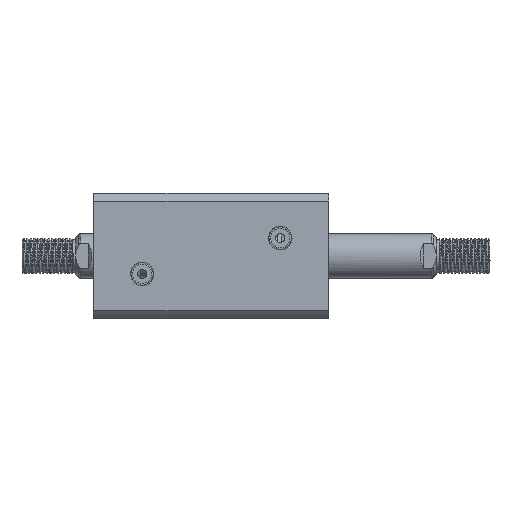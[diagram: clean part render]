
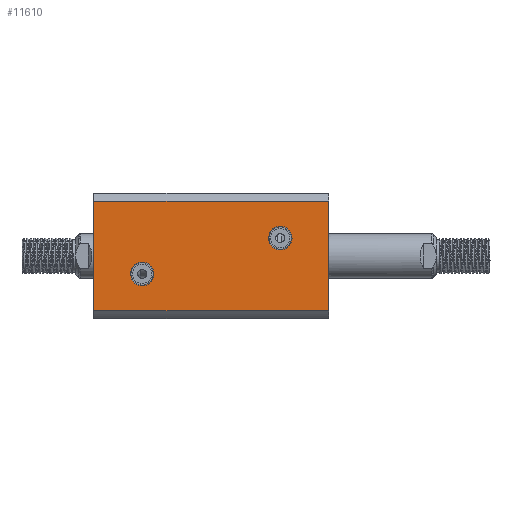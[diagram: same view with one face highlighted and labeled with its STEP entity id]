
A CAD part, left-side view. The second image highlights one B-rep face of the part: STEP entity #11610.
In plain terms, the highlighted planar face has unit normal (-1, 0, 0).
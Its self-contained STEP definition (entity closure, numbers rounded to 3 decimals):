
#650 = CARTESIAN_POINT ( 'NONE',  ( -35., 10., 104. ) ) ;
#1484 = ORIENTED_EDGE ( 'NONE', *, *, #11981, .F. ) ;
#1848 = EDGE_CURVE ( 'NONE', #6500, #10311, #6724, .T. ) ;
#1918 = DIRECTION ( 'NONE',  ( 0., 0., 1. ) ) ;
#1935 = CARTESIAN_POINT ( 'NONE',  ( -35., 10., 104. ) ) ;
#2062 = DIRECTION ( 'NONE',  ( 1., 0., 0. ) ) ;
#2078 = DIRECTION ( 'NONE',  ( -1., 0., 0. ) ) ;
#2625 = LINE ( 'NONE', #14697, #12265 ) ;
#2810 = CARTESIAN_POINT ( 'NONE',  ( -35., 10., 110.603 ) ) ;
#2871 = VECTOR ( 'NONE', #10486, 1000. ) ;
#3196 = DIRECTION ( 'NONE',  ( 0., 0., 1. ) ) ;
#3258 = CARTESIAN_POINT ( 'NONE',  ( -35., 35., 131. ) ) ;
#3262 = CARTESIAN_POINT ( 'NONE',  ( -35., -10., 33.603 ) ) ;
#3590 = AXIS2_PLACEMENT_3D ( 'NONE', #1935, #10722, #3196 ) ;
#3645 = CIRCLE ( 'NONE', #4621, 6.603 ) ;
#3688 = CARTESIAN_POINT ( 'NONE',  ( -35., 10., 97.397 ) ) ;
#3812 = EDGE_LOOP ( 'NONE', ( #12393, #12871 ) ) ;
#3840 = ORIENTED_EDGE ( 'NONE', *, *, #6903, .F. ) ;
#3981 = CIRCLE ( 'NONE', #3590, 6.603 ) ;
#4117 = EDGE_CURVE ( 'NONE', #5722, #15388, #6559, .T. ) ;
#4150 = ORIENTED_EDGE ( 'NONE', *, *, #8525, .F. ) ;
#4262 = VERTEX_POINT ( 'NONE', #14317 ) ;
#4460 = LINE ( 'NONE', #15271, #11111 ) ;
#4517 = CARTESIAN_POINT ( 'NONE',  ( -35., -10., 27. ) ) ;
#4533 = DIRECTION ( 'NONE',  ( 0., -1., 0. ) ) ;
#4621 = AXIS2_PLACEMENT_3D ( 'NONE', #9621, #2078, #10872 ) ;
#4682 = CARTESIAN_POINT ( 'NONE',  ( -35., -10., 20.397 ) ) ;
#5382 = CARTESIAN_POINT ( 'NONE',  ( -35., 30.615, -169. ) ) ;
#5722 = VERTEX_POINT ( 'NONE', #2810 ) ;
#5773 = DIRECTION ( 'NONE',  ( 0., 0., 1. ) ) ;
#6474 = DIRECTION ( 'NONE',  ( 0., 0., -1. ) ) ;
#6500 = VERTEX_POINT ( 'NONE', #4682 ) ;
#6559 = CIRCLE ( 'NONE', #13678, 6.603 ) ;
#6652 = ORIENTED_EDGE ( 'NONE', *, *, #12141, .T. ) ;
#6724 = CIRCLE ( 'NONE', #13095, 6.603 ) ;
#6737 = EDGE_CURVE ( 'NONE', #7045, #11400, #4460, .T. ) ;
#6805 = VECTOR ( 'NONE', #4533, 1000. ) ;
#6903 = EDGE_CURVE ( 'NONE', #4262, #10633, #16259, .T. ) ;
#7045 = VERTEX_POINT ( 'NONE', #15799 ) ;
#7165 = DIRECTION ( 'NONE',  ( 0., -1., 0. ) ) ;
#8041 = ORIENTED_EDGE ( 'NONE', *, *, #6737, .F. ) ;
#8525 = EDGE_CURVE ( 'NONE', #15388, #5722, #3981, .T. ) ;
#9461 = DIRECTION ( 'NONE',  ( -1., 0., 0. ) ) ;
#9588 = EDGE_LOOP ( 'NONE', ( #3840, #6652, #8041, #1484 ) ) ;
#9621 = CARTESIAN_POINT ( 'NONE',  ( -35., -10., 27. ) ) ;
#10107 = LINE ( 'NONE', #3258, #6805 ) ;
#10311 = VERTEX_POINT ( 'NONE', #3262 ) ;
#10486 = DIRECTION ( 'NONE',  ( 0., 0., 1. ) ) ;
#10633 = VERTEX_POINT ( 'NONE', #13420 ) ;
#10718 = FACE_BOUND ( 'NONE', #12294, .T. ) ;
#10722 = DIRECTION ( 'NONE',  ( -1., 0., 0. ) ) ;
#10807 = PLANE ( 'NONE',  #13241 ) ;
#10856 = DIRECTION ( 'NONE',  ( 0., 1., 0. ) ) ;
#10872 = DIRECTION ( 'NONE',  ( 0., 0., 1. ) ) ;
#11049 = EDGE_CURVE ( 'NONE', #10311, #6500, #3645, .T. ) ;
#11111 = VECTOR ( 'NONE', #6474, 1000. ) ;
#11400 = VERTEX_POINT ( 'NONE', #11739 ) ;
#11610 = ADVANCED_FACE ( 'NONE', ( #10718, #13655, #15249 ), #10807, .F. ) ;
#11739 = CARTESIAN_POINT ( 'NONE',  ( -35., -30.615, 0. ) ) ;
#11981 = EDGE_CURVE ( 'NONE', #10633, #7045, #10107, .T. ) ;
#12141 = EDGE_CURVE ( 'NONE', #4262, #11400, #2625, .T. ) ;
#12265 = VECTOR ( 'NONE', #7165, 1000. ) ;
#12294 = EDGE_LOOP ( 'NONE', ( #14649, #4150 ) ) ;
#12393 = ORIENTED_EDGE ( 'NONE', *, *, #11049, .F. ) ;
#12871 = ORIENTED_EDGE ( 'NONE', *, *, #1848, .F. ) ;
#13095 = AXIS2_PLACEMENT_3D ( 'NONE', #4517, #13293, #5773 ) ;
#13241 = AXIS2_PLACEMENT_3D ( 'NONE', #14616, #2062, #10856 ) ;
#13293 = DIRECTION ( 'NONE',  ( -1., 0., 0. ) ) ;
#13420 = CARTESIAN_POINT ( 'NONE',  ( -35., 30.615, 131. ) ) ;
#13655 = FACE_BOUND ( 'NONE', #3812, .T. ) ;
#13678 = AXIS2_PLACEMENT_3D ( 'NONE', #650, #9461, #1918 ) ;
#14317 = CARTESIAN_POINT ( 'NONE',  ( -35., 30.615, 0. ) ) ;
#14616 = CARTESIAN_POINT ( 'NONE',  ( -35., 35., 131. ) ) ;
#14649 = ORIENTED_EDGE ( 'NONE', *, *, #4117, .F. ) ;
#14697 = CARTESIAN_POINT ( 'NONE',  ( -35., 35., 0. ) ) ;
#15249 = FACE_OUTER_BOUND ( 'NONE', #9588, .T. ) ;
#15271 = CARTESIAN_POINT ( 'NONE',  ( -35., -30.615, -169. ) ) ;
#15388 = VERTEX_POINT ( 'NONE', #3688 ) ;
#15799 = CARTESIAN_POINT ( 'NONE',  ( -35., -30.615, 131. ) ) ;
#16259 = LINE ( 'NONE', #5382, #2871 ) ;
